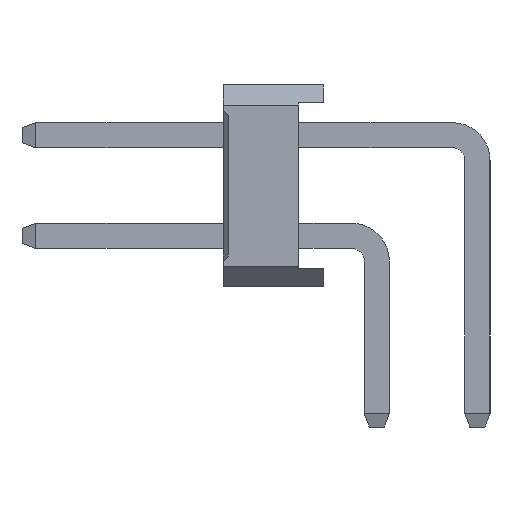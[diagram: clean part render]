
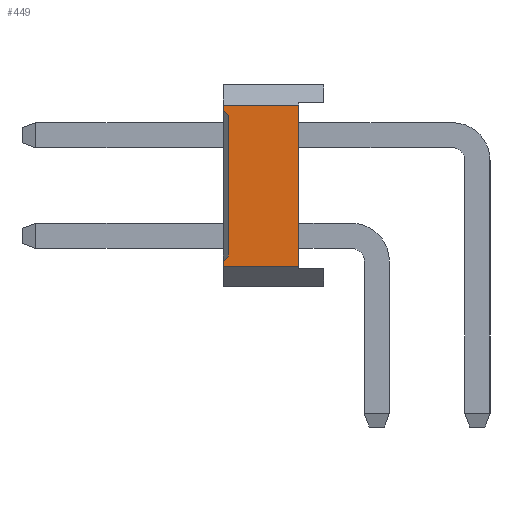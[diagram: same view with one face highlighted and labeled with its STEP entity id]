
A CAD part, left-side view. The second image highlights one B-rep face of the part: STEP entity #449.
In plain terms, the highlighted planar face has unit normal (-1, 0, 0).
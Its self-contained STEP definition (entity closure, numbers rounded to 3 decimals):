
#449=ADVANCED_FACE('',(#7805),#7807,.T.);
#7805=FACE_BOUND('',#7806,.T.);
#7806=EDGE_LOOP('',(#13769,#13770,#13771,#13772,#13773,#13774,#13775,#13776));
#7807=PLANE('',#7808);
#7808=AXIS2_PLACEMENT_3D('',#7809,#7810,#7811);
#7809=CARTESIAN_POINT('',(-1.,1.05,0.4));
#7810=DIRECTION('',(-1.,0.,0.));
#7811=DIRECTION('',(0.,0.,1.));
#13769=ORIENTED_EDGE('',*,*,#17717,.F.);
#13770=ORIENTED_EDGE('',*,*,#17718,.T.);
#13771=ORIENTED_EDGE('',*,*,#17719,.F.);
#13772=ORIENTED_EDGE('',*,*,#17358,.F.);
#13773=ORIENTED_EDGE('',*,*,#17715,.F.);
#13774=ORIENTED_EDGE('',*,*,#17720,.T.);
#13775=ORIENTED_EDGE('',*,*,#17721,.T.);
#13776=ORIENTED_EDGE('',*,*,#17362,.F.);
#17358=EDGE_CURVE('',#19419,#19421,#19422,.T.);
#17362=EDGE_CURVE('',#19427,#19429,#19430,.T.);
#17715=EDGE_CURVE('',#20090,#19419,#20092,.T.);
#17717=EDGE_CURVE('',#20094,#19427,#20095,.F.);
#17718=EDGE_CURVE('',#20094,#20096,#20097,.T.);
#17719=EDGE_CURVE('',#19421,#20096,#20098,.F.);
#17720=EDGE_CURVE('',#20090,#20099,#20100,.T.);
#17721=EDGE_CURVE('',#20099,#19429,#20101,.T.);
#19419=VERTEX_POINT('',#22794);
#19421=VERTEX_POINT('',#22798);
#19422=LINE('',#22799,#22800);
#19427=VERTEX_POINT('',#22810);
#19429=VERTEX_POINT('',#22814);
#19430=LINE('',#22815,#22816);
#20090=VERTEX_POINT('',#24179);
#20092=LINE('',#24183,#24184);
#20094=VERTEX_POINT('',#24189);
#20095=LINE('',#24190,#24191);
#20096=VERTEX_POINT('',#24193);
#20097=LINE('',#24194,#24195);
#20098=LINE('',#24197,#24198);
#20099=VERTEX_POINT('',#24200);
#20100=LINE('',#24201,#24202);
#20101=LINE('',#24204,#24205);
#22794=CARTESIAN_POINT('',(-1.,3.05,0.4));
#22798=CARTESIAN_POINT('',(-1.,3.05,0.5));
#22799=CARTESIAN_POINT('',(-1.,3.05,0.4));
#22800=VECTOR('',#22801,1.);
#22801=DIRECTION('',(0.,0.,1.));
#22810=CARTESIAN_POINT('',(-1.,3.05,3.5));
#22814=CARTESIAN_POINT('',(-1.,3.05,3.6));
#22815=CARTESIAN_POINT('',(-1.,3.05,3.5));
#22816=VECTOR('',#22817,1.);
#22817=DIRECTION('',(0.,0.,1.));
#24179=CARTESIAN_POINT('',(-1.,1.55,0.4));
#24183=CARTESIAN_POINT('',(-1.,1.55,0.4));
#24184=VECTOR('',#24185,1.);
#24185=DIRECTION('',(0.,1.,0.));
#24189=CARTESIAN_POINT('',(-1.,2.95,3.4));
#24190=CARTESIAN_POINT('',(-1.,3.05,3.5));
#24191=VECTOR('',#24192,1.);
#24192=DIRECTION('',(0.,-0.707,-0.707));
#24193=CARTESIAN_POINT('',(-1.,2.95,0.6));
#24194=CARTESIAN_POINT('',(-1.,2.95,3.4));
#24195=VECTOR('',#24196,1.);
#24196=DIRECTION('',(0.,0.,-1.));
#24197=CARTESIAN_POINT('',(-1.,2.95,0.6));
#24198=VECTOR('',#24199,1.);
#24199=DIRECTION('',(0.,0.707,-0.707));
#24200=CARTESIAN_POINT('',(-1.,1.55,3.6));
#24201=CARTESIAN_POINT('',(-1.,1.55,0.4));
#24202=VECTOR('',#24203,1.);
#24203=DIRECTION('',(0.,0.,1.));
#24204=CARTESIAN_POINT('',(-1.,1.55,3.6));
#24205=VECTOR('',#24206,1.);
#24206=DIRECTION('',(0.,1.,0.));
